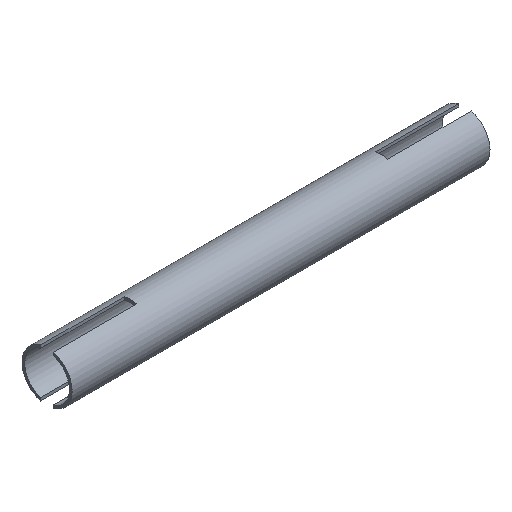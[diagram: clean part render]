
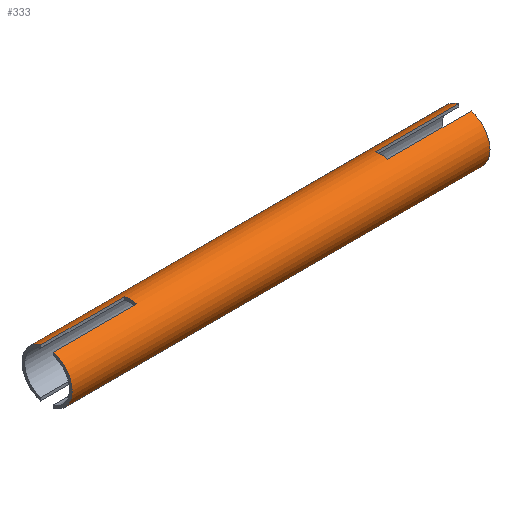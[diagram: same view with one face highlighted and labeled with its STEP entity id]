
A CAD part, isometric view. The second image highlights one B-rep face of the part: STEP entity #333.
In plain terms, the highlighted cylindrical face has radius 19.05 mm (diameter 38.1 mm), a full revolution.
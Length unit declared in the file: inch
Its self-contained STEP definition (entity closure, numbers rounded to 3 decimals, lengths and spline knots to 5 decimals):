
#14=FACE_BOUND('',#42,.T.);
#16=CYLINDRICAL_SURFACE('',#363,0.75);
#23=FACE_OUTER_BOUND('',#41,.T.);
#41=EDGE_LOOP('',(#230,#231,#232,#233,#234,#235,#236,#237));
#42=EDGE_LOOP('',(#238,#239,#240,#241,#242,#243,#244,#245));
#58=CIRCLE('',#357,0.75);
#61=CIRCLE('',#362,0.75);
#62=CIRCLE('',#364,0.75);
#63=CIRCLE('',#365,0.75);
#64=CIRCLE('',#366,0.75);
#65=CIRCLE('',#367,0.75);
#66=CIRCLE('',#368,0.75);
#67=CIRCLE('',#369,0.75);
#77=LINE('',#506,#109);
#80=LINE('',#516,#112);
#81=LINE('',#520,#113);
#82=LINE('',#523,#114);
#83=LINE('',#528,#115);
#84=LINE('',#532,#116);
#85=LINE('',#536,#117);
#86=LINE('',#539,#118);
#109=VECTOR('',#403,2.5);
#112=VECTOR('',#414,2.5);
#113=VECTOR('',#417,2.5);
#114=VECTOR('',#420,2.5);
#115=VECTOR('',#423,2.5);
#116=VECTOR('',#426,2.5);
#117=VECTOR('',#429,2.5);
#118=VECTOR('',#432,2.5);
#139=VERTEX_POINT('',#495);
#140=VERTEX_POINT('',#497);
#143=VERTEX_POINT('',#504);
#145=VERTEX_POINT('',#511);
#146=VERTEX_POINT('',#515);
#147=VERTEX_POINT('',#517);
#148=VERTEX_POINT('',#519);
#149=VERTEX_POINT('',#521);
#150=VERTEX_POINT('',#524);
#151=VERTEX_POINT('',#525);
#152=VERTEX_POINT('',#527);
#153=VERTEX_POINT('',#529);
#154=VERTEX_POINT('',#531);
#155=VERTEX_POINT('',#533);
#156=VERTEX_POINT('',#535);
#157=VERTEX_POINT('',#537);
#171=EDGE_CURVE('',#140,#139,#58,.T.);
#175=EDGE_CURVE('',#143,#139,#77,.T.);
#179=EDGE_CURVE('',#143,#145,#61,.T.);
#180=EDGE_CURVE('',#146,#145,#80,.T.);
#181=EDGE_CURVE('',#146,#147,#62,.T.);
#182=EDGE_CURVE('',#148,#147,#81,.T.);
#183=EDGE_CURVE('',#148,#149,#63,.T.);
#184=EDGE_CURVE('',#140,#149,#82,.T.);
#185=EDGE_CURVE('',#150,#151,#64,.T.);
#186=EDGE_CURVE('',#152,#151,#83,.T.);
#187=EDGE_CURVE('',#152,#153,#65,.T.);
#188=EDGE_CURVE('',#154,#153,#84,.T.);
#189=EDGE_CURVE('',#154,#155,#66,.T.);
#190=EDGE_CURVE('',#156,#155,#85,.T.);
#191=EDGE_CURVE('',#156,#157,#67,.T.);
#192=EDGE_CURVE('',#150,#157,#86,.T.);
#230=ORIENTED_EDGE('',*,*,#171,.T.);
#231=ORIENTED_EDGE('',*,*,#175,.F.);
#232=ORIENTED_EDGE('',*,*,#179,.T.);
#233=ORIENTED_EDGE('',*,*,#180,.F.);
#234=ORIENTED_EDGE('',*,*,#181,.T.);
#235=ORIENTED_EDGE('',*,*,#182,.F.);
#236=ORIENTED_EDGE('',*,*,#183,.T.);
#237=ORIENTED_EDGE('',*,*,#184,.F.);
#238=ORIENTED_EDGE('',*,*,#185,.T.);
#239=ORIENTED_EDGE('',*,*,#186,.F.);
#240=ORIENTED_EDGE('',*,*,#187,.T.);
#241=ORIENTED_EDGE('',*,*,#188,.F.);
#242=ORIENTED_EDGE('',*,*,#189,.T.);
#243=ORIENTED_EDGE('',*,*,#190,.F.);
#244=ORIENTED_EDGE('',*,*,#191,.T.);
#245=ORIENTED_EDGE('',*,*,#192,.F.);
#333=ADVANCED_FACE('',(#23,#14),#16,.T.);
#357=AXIS2_PLACEMENT_3D('',#498,#395,#396);
#362=AXIS2_PLACEMENT_3D('',#513,#410,#411);
#363=AXIS2_PLACEMENT_3D('',#514,#412,#413);
#364=AXIS2_PLACEMENT_3D('',#518,#415,#416);
#365=AXIS2_PLACEMENT_3D('',#522,#418,#419);
#366=AXIS2_PLACEMENT_3D('',#526,#421,#422);
#367=AXIS2_PLACEMENT_3D('',#530,#424,#425);
#368=AXIS2_PLACEMENT_3D('',#534,#427,#428);
#369=AXIS2_PLACEMENT_3D('',#538,#430,#431);
#395=DIRECTION('center_axis',(1.,0.,0.));
#396=DIRECTION('ref_axis',(0.,0.25,-0.968));
#403=DIRECTION('',(-1.,0.,0.));
#410=DIRECTION('center_axis',(1.,0.,0.));
#411=DIRECTION('ref_axis',(0.,0.25,0.968));
#412=DIRECTION('center_axis',(1.,0.,0.));
#413=DIRECTION('ref_axis',(0.,-1.,0.));
#414=DIRECTION('',(1.,0.,0.));
#415=DIRECTION('center_axis',(1.,0.,0.));
#416=DIRECTION('ref_axis',(0.,-1.,0.));
#417=DIRECTION('',(-1.,0.,0.));
#418=DIRECTION('center_axis',(1.,0.,0.));
#419=DIRECTION('ref_axis',(0.,-0.25,-0.968));
#420=DIRECTION('',(1.,0.,0.));
#421=DIRECTION('center_axis',(-1.,0.,0.));
#422=DIRECTION('ref_axis',(0.,1.,0.));
#423=DIRECTION('',(1.,0.,0.));
#424=DIRECTION('center_axis',(-1.,0.,0.));
#425=DIRECTION('ref_axis',(0.,0.25,-0.968));
#426=DIRECTION('',(-1.,0.,0.));
#427=DIRECTION('center_axis',(-1.,0.,0.));
#428=DIRECTION('ref_axis',(0.,-1.,0.));
#429=DIRECTION('',(1.,0.,0.));
#430=DIRECTION('center_axis',(-1.,0.,0.));
#431=DIRECTION('ref_axis',(0.,-0.25,0.968));
#432=DIRECTION('',(-1.,0.,0.));
#495=CARTESIAN_POINT('',(-6.25,0.1875,0.72618));
#497=CARTESIAN_POINT('',(-6.25,0.1875,-0.72618));
#498=CARTESIAN_POINT('Origin',(-6.25,0.,0.));
#504=CARTESIAN_POINT('',(-3.75,0.1875,0.72618));
#506=CARTESIAN_POINT('',(-3.75,0.1875,0.72618));
#511=CARTESIAN_POINT('',(-3.75,-0.1875,0.72618));
#513=CARTESIAN_POINT('Origin',(-3.75,0.,0.));
#514=CARTESIAN_POINT('Origin',(-6.25,0.,0.));
#515=CARTESIAN_POINT('',(-6.25,-0.1875,0.72618));
#516=CARTESIAN_POINT('',(-6.25,-0.1875,0.72618));
#517=CARTESIAN_POINT('',(-6.25,-0.1875,-0.72618));
#518=CARTESIAN_POINT('Origin',(-6.25,0.,0.));
#519=CARTESIAN_POINT('',(-3.75,-0.1875,-0.72618));
#520=CARTESIAN_POINT('',(-3.75,-0.1875,-0.72618));
#521=CARTESIAN_POINT('',(-3.75,0.1875,-0.72618));
#522=CARTESIAN_POINT('Origin',(-3.75,0.,0.));
#523=CARTESIAN_POINT('',(-6.25,0.1875,-0.72618));
#524=CARTESIAN_POINT('',(6.25,0.1875,0.72618));
#525=CARTESIAN_POINT('',(6.25,0.1875,-0.72618));
#526=CARTESIAN_POINT('Origin',(6.25,0.,0.));
#527=CARTESIAN_POINT('',(3.75,0.1875,-0.72618));
#528=CARTESIAN_POINT('',(3.75,0.1875,-0.72618));
#529=CARTESIAN_POINT('',(3.75,-0.1875,-0.72618));
#530=CARTESIAN_POINT('Origin',(3.75,0.,0.));
#531=CARTESIAN_POINT('',(6.25,-0.1875,-0.72618));
#532=CARTESIAN_POINT('',(6.25,-0.1875,-0.72618));
#533=CARTESIAN_POINT('',(6.25,-0.1875,0.72618));
#534=CARTESIAN_POINT('Origin',(6.25,0.,0.));
#535=CARTESIAN_POINT('',(3.75,-0.1875,0.72618));
#536=CARTESIAN_POINT('',(3.75,-0.1875,0.72618));
#537=CARTESIAN_POINT('',(3.75,0.1875,0.72618));
#538=CARTESIAN_POINT('Origin',(3.75,0.,0.));
#539=CARTESIAN_POINT('',(6.25,0.1875,0.72618));
